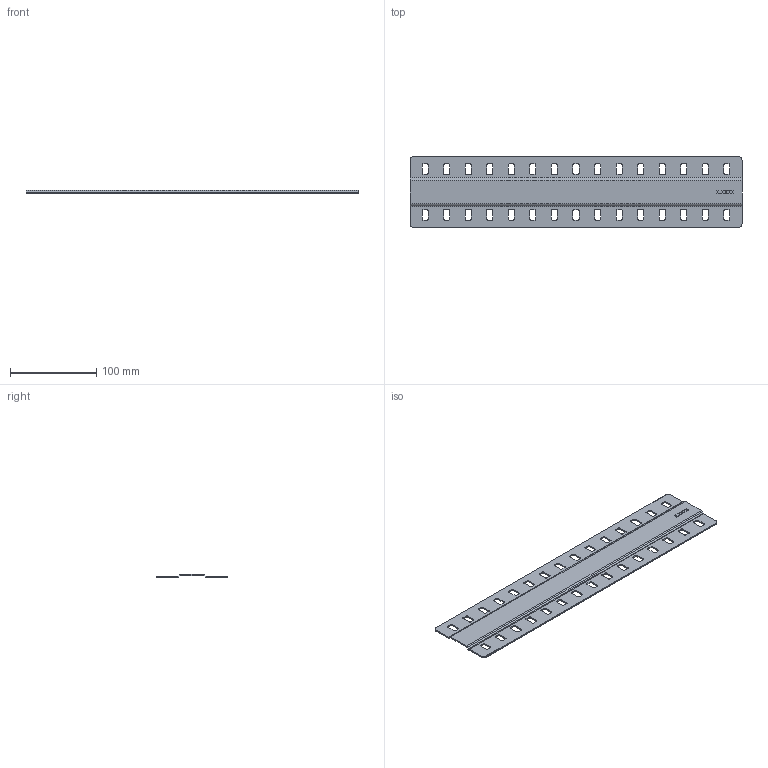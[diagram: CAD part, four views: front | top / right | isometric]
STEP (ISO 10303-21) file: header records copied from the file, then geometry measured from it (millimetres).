
FILE_DESCRIPTION((''),'2;1');
FILE_NAME('7070221','2013-06-07T',('AndreasKeweloh'),(''),'PRO/ENGINEER BY PARAMETRIC TECHNOLOGY CORPORATION, 2012360','PRO/ENGINEER BY PARAMETRIC TECHNOLOGY CORPORATION, 2012360','');
FILE_SCHEMA(('CONFIG_CONTROL_DESIGN'));
Length unit declared in the file: millimetre
Products named in the file (1): 7070221
Bounding box: 385 x 82 x 4 mm (x, y, z)
Volume: 44575.1 mm3; surface area: 62408.9 mm2
Topology: 1 solids, 1 shells, 366 faces, 1058 edges, 700 vertices
Faces by surface type: plane 214, cylinder 137, extrusion 15
Entity records: 12463 total; most frequent: CARTESIAN_POINT 2469, ORIENTED_EDGE 2116, DIRECTION 2015, EDGE_CURVE 1058, VECTOR 765, LINE 750, VERTEX_POINT 700, AXIS2_PLACEMENT_3D 625
